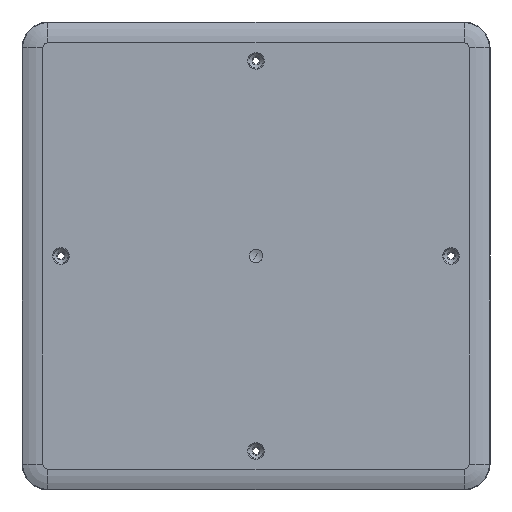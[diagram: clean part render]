
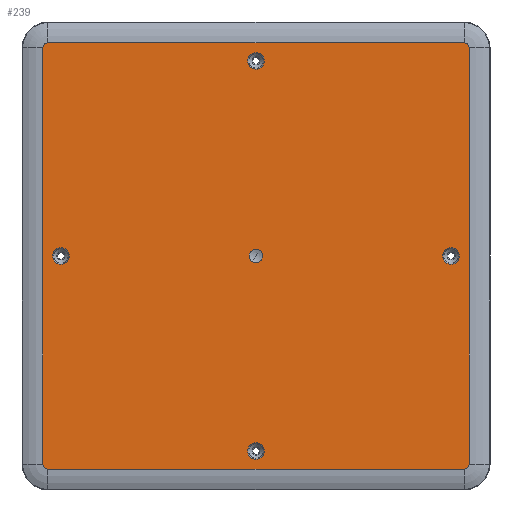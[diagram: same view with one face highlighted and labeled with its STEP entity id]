
A CAD part, top view. The second image highlights one B-rep face of the part: STEP entity #239.
In plain terms, the highlighted planar face has unit normal (0, 0, 1).
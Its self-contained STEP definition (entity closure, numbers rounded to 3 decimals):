
#95=AXIS2_PLACEMENT_3D('Plane Axis2P3D',#92,#93,#94) ;
#108=AXIS2_PLACEMENT_3D('Circle Axis2P3D',#106,#107,$) ;
#122=AXIS2_PLACEMENT_3D('Circle Axis2P3D',#120,#121,$) ;
#136=AXIS2_PLACEMENT_3D('Circle Axis2P3D',#134,#135,$) ;
#150=AXIS2_PLACEMENT_3D('Circle Axis2P3D',#148,#149,$) ;
#169=AXIS2_PLACEMENT_3D('Circle Axis2P3D',#167,#168,$) ;
#178=AXIS2_PLACEMENT_3D('Circle Axis2P3D',#176,#177,$) ;
#187=AXIS2_PLACEMENT_3D('Circle Axis2P3D',#185,#186,$) ;
#196=AXIS2_PLACEMENT_3D('Circle Axis2P3D',#194,#195,$) ;
#205=AXIS2_PLACEMENT_3D('Circle Axis2P3D',#203,#204,$) ;
#214=AXIS2_PLACEMENT_3D('Circle Axis2P3D',#212,#213,$) ;
#223=AXIS2_PLACEMENT_3D('Circle Axis2P3D',#221,#222,$) ;
#232=AXIS2_PLACEMENT_3D('Circle Axis2P3D',#230,#231,$) ;
#37=CARTESIAN_POINT('Control Point',(-1.099,-2.011,3.)) ;
#38=CARTESIAN_POINT('Control Point',(-1.479,-1.803,3.)) ;
#39=CARTESIAN_POINT('Control Point',(-1.811,-1.504,3.)) ;
#40=CARTESIAN_POINT('Control Point',(-2.065,-1.132,3.)) ;
#41=CARTESIAN_POINT('Control Point',(-2.376,-0.295,3.)) ;
#42=CARTESIAN_POINT('Control Point',(-2.279,0.593,3.)) ;
#43=CARTESIAN_POINT('Control Point',(-2.124,1.017,3.)) ;
#44=CARTESIAN_POINT('Control Point',(-1.547,1.875,3.)) ;
#45=CARTESIAN_POINT('Control Point',(-0.596,2.327,3.)) ;
#46=CARTESIAN_POINT('Control Point',(0.011,2.402,3.)) ;
#47=CARTESIAN_POINT('Control Point',(0.597,2.285,3.)) ;
#48=CARTESIAN_POINT('Control Point',(1.099,2.011,3.)) ;
#49=CARTESIAN_POINT('Vertex',(-1.099,-2.011,3.)) ;
#51=CARTESIAN_POINT('Vertex',(1.099,2.011,3.)) ;
#73=CARTESIAN_POINT('Control Point',(1.099,2.011,3.)) ;
#74=CARTESIAN_POINT('Control Point',(1.479,1.803,3.)) ;
#75=CARTESIAN_POINT('Control Point',(1.811,1.504,3.)) ;
#76=CARTESIAN_POINT('Control Point',(2.065,1.132,3.)) ;
#77=CARTESIAN_POINT('Control Point',(2.376,0.295,3.)) ;
#78=CARTESIAN_POINT('Control Point',(2.279,-0.593,3.)) ;
#79=CARTESIAN_POINT('Control Point',(2.124,-1.017,3.)) ;
#80=CARTESIAN_POINT('Control Point',(1.547,-1.875,3.)) ;
#81=CARTESIAN_POINT('Control Point',(0.596,-2.327,3.)) ;
#82=CARTESIAN_POINT('Control Point',(-0.011,-2.402,3.)) ;
#83=CARTESIAN_POINT('Control Point',(-0.597,-2.285,3.)) ;
#84=CARTESIAN_POINT('Control Point',(-1.099,-2.011,3.)) ;
#92=CARTESIAN_POINT('Axis2P3D Location',(0.,0.,3.)) ;
#97=CARTESIAN_POINT('Line Origine',(72.66,0.,3.)) ;
#101=CARTESIAN_POINT('Vertex',(72.66,-70.9,3.)) ;
#103=CARTESIAN_POINT('Vertex',(72.66,70.9,3.)) ;
#106=CARTESIAN_POINT('Axis2P3D Location',(70.9,70.9,3.)) ;
#110=CARTESIAN_POINT('Vertex',(70.9,72.66,3.)) ;
#113=CARTESIAN_POINT('Line Origine',(0.,72.66,3.)) ;
#117=CARTESIAN_POINT('Vertex',(-70.9,72.66,3.)) ;
#120=CARTESIAN_POINT('Axis2P3D Location',(-70.9,70.9,3.)) ;
#124=CARTESIAN_POINT('Vertex',(-72.66,70.9,3.)) ;
#127=CARTESIAN_POINT('Line Origine',(-72.66,0.,3.)) ;
#131=CARTESIAN_POINT('Vertex',(-72.66,-70.9,3.)) ;
#134=CARTESIAN_POINT('Axis2P3D Location',(-70.9,-70.9,3.)) ;
#138=CARTESIAN_POINT('Vertex',(-70.9,-72.66,3.)) ;
#141=CARTESIAN_POINT('Line Origine',(0.,-72.66,3.)) ;
#145=CARTESIAN_POINT('Vertex',(70.9,-72.66,3.)) ;
#148=CARTESIAN_POINT('Axis2P3D Location',(70.9,-70.9,3.)) ;
#167=CARTESIAN_POINT('Axis2P3D Location',(0.,66.5,3.)) ;
#171=CARTESIAN_POINT('Vertex',(2.481,67.855,3.)) ;
#173=CARTESIAN_POINT('Vertex',(-2.481,65.145,3.)) ;
#176=CARTESIAN_POINT('Axis2P3D Location',(0.,66.5,3.)) ;
#185=CARTESIAN_POINT('Axis2P3D Location',(-66.5,0.,3.)) ;
#189=CARTESIAN_POINT('Vertex',(-67.855,2.481,3.)) ;
#191=CARTESIAN_POINT('Vertex',(-65.145,-2.481,3.)) ;
#194=CARTESIAN_POINT('Axis2P3D Location',(-66.5,0.,3.)) ;
#203=CARTESIAN_POINT('Axis2P3D Location',(0.,-66.5,3.)) ;
#207=CARTESIAN_POINT('Vertex',(-2.481,-67.855,3.)) ;
#209=CARTESIAN_POINT('Vertex',(2.481,-65.145,3.)) ;
#212=CARTESIAN_POINT('Axis2P3D Location',(0.,-66.5,3.)) ;
#221=CARTESIAN_POINT('Axis2P3D Location',(66.5,0.,3.)) ;
#225=CARTESIAN_POINT('Vertex',(67.855,-2.481,3.)) ;
#227=CARTESIAN_POINT('Vertex',(65.145,2.481,3.)) ;
#230=CARTESIAN_POINT('Axis2P3D Location',(66.5,0.,3.)) ;
#93=DIRECTION('Axis2P3D Direction',(0.,0.,1.)) ;
#94=DIRECTION('Axis2P3D XDirection',(1.,0.,0.)) ;
#98=DIRECTION('Vector Direction',(0.,1.,0.)) ;
#107=DIRECTION('Axis2P3D Direction',(0.,0.,1.)) ;
#114=DIRECTION('Vector Direction',(1.,0.,0.)) ;
#121=DIRECTION('Axis2P3D Direction',(0.,0.,1.)) ;
#128=DIRECTION('Vector Direction',(0.,-1.,0.)) ;
#135=DIRECTION('Axis2P3D Direction',(0.,0.,1.)) ;
#142=DIRECTION('Vector Direction',(-1.,0.,0.)) ;
#149=DIRECTION('Axis2P3D Direction',(0.,0.,1.)) ;
#168=DIRECTION('Axis2P3D Direction',(0.,0.,1.)) ;
#177=DIRECTION('Axis2P3D Direction',(0.,0.,1.)) ;
#186=DIRECTION('Axis2P3D Direction',(0.,0.,1.)) ;
#195=DIRECTION('Axis2P3D Direction',(0.,0.,1.)) ;
#204=DIRECTION('Axis2P3D Direction',(0.,0.,1.)) ;
#213=DIRECTION('Axis2P3D Direction',(0.,0.,1.)) ;
#222=DIRECTION('Axis2P3D Direction',(0.,0.,1.)) ;
#231=DIRECTION('Axis2P3D Direction',(0.,0.,1.)) ;
#99=VECTOR('Line Direction',#98,1.) ;
#115=VECTOR('Line Direction',#114,1.) ;
#129=VECTOR('Line Direction',#128,1.) ;
#143=VECTOR('Line Direction',#142,1.) ;
#154=ORIENTED_EDGE('',*,*,#105,.T.) ;
#155=ORIENTED_EDGE('',*,*,#112,.T.) ;
#156=ORIENTED_EDGE('',*,*,#119,.F.) ;
#157=ORIENTED_EDGE('',*,*,#126,.T.) ;
#158=ORIENTED_EDGE('',*,*,#133,.T.) ;
#159=ORIENTED_EDGE('',*,*,#140,.T.) ;
#160=ORIENTED_EDGE('',*,*,#147,.F.) ;
#161=ORIENTED_EDGE('',*,*,#152,.T.) ;
#164=ORIENTED_EDGE('',*,*,#53,.T.) ;
#165=ORIENTED_EDGE('',*,*,#85,.T.) ;
#182=ORIENTED_EDGE('',*,*,#175,.F.) ;
#183=ORIENTED_EDGE('',*,*,#180,.F.) ;
#200=ORIENTED_EDGE('',*,*,#193,.F.) ;
#201=ORIENTED_EDGE('',*,*,#198,.F.) ;
#218=ORIENTED_EDGE('',*,*,#211,.F.) ;
#219=ORIENTED_EDGE('',*,*,#216,.F.) ;
#236=ORIENTED_EDGE('',*,*,#229,.F.) ;
#237=ORIENTED_EDGE('',*,*,#234,.F.) ;
#166=FACE_BOUND('',#163,.T.) ;
#184=FACE_BOUND('',#181,.T.) ;
#202=FACE_BOUND('',#199,.T.) ;
#220=FACE_BOUND('',#217,.T.) ;
#238=FACE_BOUND('',#235,.T.) ;
#239=ADVANCED_FACE('couvercle 2X2 Postes.1\\0030F11',(#162,#166,#184,#202,#220,#238),#96,.T.) ;
#36=B_SPLINE_CURVE_WITH_KNOTS('',5,(#37,#38,#39,#40,#41,#42,#43,#44,#45,#46,#47,#48),.UNSPECIFIED.,.F.,.U.,(6,3,3,6),(0.,5.644,11.295,18.721),.UNSPECIFIED.) ;
#72=B_SPLINE_CURVE_WITH_KNOTS('',5,(#73,#74,#75,#76,#77,#78,#79,#80,#81,#82,#83,#84),.UNSPECIFIED.,.F.,.U.,(6,3,3,6),(0.,5.644,11.295,18.721),.UNSPECIFIED.) ;
#109=CIRCLE('generated circle',#108,1.76) ;
#123=CIRCLE('generated circle',#122,1.76) ;
#137=CIRCLE('generated circle',#136,1.76) ;
#151=CIRCLE('generated circle',#150,1.76) ;
#170=CIRCLE('generated circle',#169,2.827) ;
#179=CIRCLE('generated circle',#178,2.827) ;
#188=CIRCLE('generated circle',#187,2.827) ;
#197=CIRCLE('generated circle',#196,2.827) ;
#206=CIRCLE('generated circle',#205,2.827) ;
#215=CIRCLE('generated circle',#214,2.827) ;
#224=CIRCLE('generated circle',#223,2.827) ;
#233=CIRCLE('generated circle',#232,2.827) ;
#53=EDGE_CURVE('',#50,#52,#36,.T.) ;
#85=EDGE_CURVE('',#52,#50,#72,.T.) ;
#105=EDGE_CURVE('',#102,#104,#100,.T.) ;
#112=EDGE_CURVE('',#104,#111,#109,.T.) ;
#119=EDGE_CURVE('',#118,#111,#116,.T.) ;
#126=EDGE_CURVE('',#118,#125,#123,.T.) ;
#133=EDGE_CURVE('',#125,#132,#130,.T.) ;
#140=EDGE_CURVE('',#132,#139,#137,.T.) ;
#147=EDGE_CURVE('',#146,#139,#144,.T.) ;
#152=EDGE_CURVE('',#146,#102,#151,.T.) ;
#175=EDGE_CURVE('',#172,#174,#170,.T.) ;
#180=EDGE_CURVE('',#174,#172,#179,.T.) ;
#193=EDGE_CURVE('',#190,#192,#188,.T.) ;
#198=EDGE_CURVE('',#192,#190,#197,.T.) ;
#211=EDGE_CURVE('',#208,#210,#206,.T.) ;
#216=EDGE_CURVE('',#210,#208,#215,.T.) ;
#229=EDGE_CURVE('',#226,#228,#224,.T.) ;
#234=EDGE_CURVE('',#228,#226,#233,.T.) ;
#153=EDGE_LOOP('',(#154,#155,#156,#157,#158,#159,#160,#161)) ;
#163=EDGE_LOOP('',(#164,#165)) ;
#181=EDGE_LOOP('',(#182,#183)) ;
#199=EDGE_LOOP('',(#200,#201)) ;
#217=EDGE_LOOP('',(#218,#219)) ;
#235=EDGE_LOOP('',(#236,#237)) ;
#162=FACE_OUTER_BOUND('',#153,.T.) ;
#100=LINE('Line',#97,#99) ;
#116=LINE('Line',#113,#115) ;
#130=LINE('Line',#127,#129) ;
#144=LINE('Line',#141,#143) ;
#96=PLANE('',#95) ;
#50=VERTEX_POINT('',#49) ;
#52=VERTEX_POINT('',#51) ;
#102=VERTEX_POINT('',#101) ;
#104=VERTEX_POINT('',#103) ;
#111=VERTEX_POINT('',#110) ;
#118=VERTEX_POINT('',#117) ;
#125=VERTEX_POINT('',#124) ;
#132=VERTEX_POINT('',#131) ;
#139=VERTEX_POINT('',#138) ;
#146=VERTEX_POINT('',#145) ;
#172=VERTEX_POINT('',#171) ;
#174=VERTEX_POINT('',#173) ;
#190=VERTEX_POINT('',#189) ;
#192=VERTEX_POINT('',#191) ;
#208=VERTEX_POINT('',#207) ;
#210=VERTEX_POINT('',#209) ;
#226=VERTEX_POINT('',#225) ;
#228=VERTEX_POINT('',#227) ;
